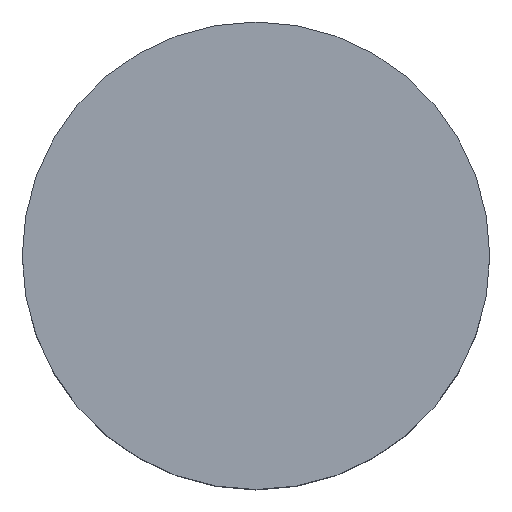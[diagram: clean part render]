
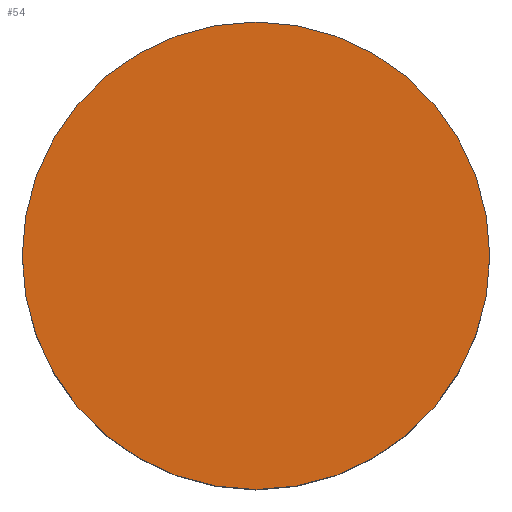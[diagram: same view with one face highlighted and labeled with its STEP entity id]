
A CAD part, top view. The second image highlights one B-rep face of the part: STEP entity #54.
In plain terms, the highlighted planar face has unit normal (0, 0, 1).
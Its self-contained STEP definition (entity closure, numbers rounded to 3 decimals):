
#4 = FACE_OUTER_BOUND ( 'NONE', #128, .T. ) ;
#7 = AXIS2_PLACEMENT_3D ( 'NONE', #40, #133, #331 ) ;
#23 = VERTEX_POINT ( 'NONE', #314 ) ;
#40 = CARTESIAN_POINT ( 'NONE',  ( 0., 0., 0. ) ) ;
#54 = ADVANCED_FACE ( 'NONE', ( #4 ), #111, .T. ) ;
#63 = ORIENTED_EDGE ( 'NONE', *, *, #201, .T. ) ;
#77 = EDGE_CURVE ( 'NONE', #23, #78, #280, .T. ) ;
#78 = VERTEX_POINT ( 'NONE', #281 ) ;
#86 = DIRECTION ( 'NONE',  ( 1., 0., 0. ) ) ;
#111 = PLANE ( 'NONE',  #234 ) ;
#127 = DIRECTION ( 'NONE',  ( 0., 0., 1. ) ) ;
#128 = EDGE_LOOP ( 'NONE', ( #63, #240 ) ) ;
#133 = DIRECTION ( 'NONE',  ( 0., 0., 1. ) ) ;
#201 = EDGE_CURVE ( 'NONE', #78, #23, #344, .T. ) ;
#211 = CARTESIAN_POINT ( 'NONE',  ( 0., 0., 0. ) ) ;
#214 = CARTESIAN_POINT ( 'NONE',  ( 0., 0., 0. ) ) ;
#215 = AXIS2_PLACEMENT_3D ( 'NONE', #214, #127, #221 ) ;
#221 = DIRECTION ( 'NONE',  ( 1., 0., 0. ) ) ;
#234 = AXIS2_PLACEMENT_3D ( 'NONE', #211, #247, #86 ) ;
#240 = ORIENTED_EDGE ( 'NONE', *, *, #77, .T. ) ;
#247 = DIRECTION ( 'NONE',  ( 0., 0., 1. ) ) ;
#280 = CIRCLE ( 'NONE', #215, 2. ) ;
#281 = CARTESIAN_POINT ( 'NONE',  ( 2., 0., 0. ) ) ;
#314 = CARTESIAN_POINT ( 'NONE',  ( -2., 0., 0. ) ) ;
#331 = DIRECTION ( 'NONE',  ( 1., 0., 0. ) ) ;
#344 = CIRCLE ( 'NONE', #7, 2. ) ;
